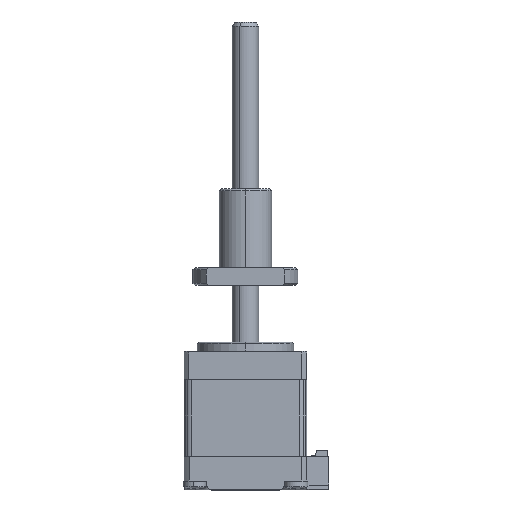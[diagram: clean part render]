
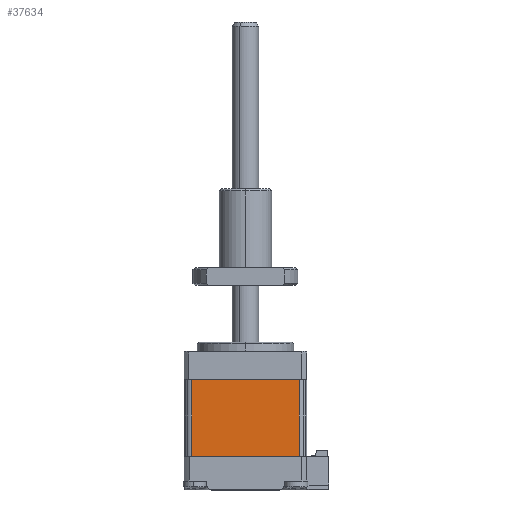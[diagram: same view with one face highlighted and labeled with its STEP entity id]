
A CAD part, top view. The second image highlights one B-rep face of the part: STEP entity #37634.
In plain terms, the highlighted planar face has unit normal (0, 0, 1).
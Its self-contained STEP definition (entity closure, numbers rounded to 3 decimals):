
#132 = CARTESIAN_POINT ( 'NONE',  ( -14.703, 7.776, 47.6 ) ) ;
#760 = VECTOR ( 'NONE', #41108, 1000. ) ;
#2868 = CARTESIAN_POINT ( 'NONE',  ( -14.703, -9.724, 47.6 ) ) ;
#3127 = EDGE_LOOP ( 'NONE', ( #47098, #33776, #41359, #31112 ) ) ;
#3728 = CARTESIAN_POINT ( 'NONE',  ( -14.703, -9.724, 47.6 ) ) ;
#5354 = FACE_OUTER_BOUND ( 'NONE', #3127, .T. ) ;
#5859 = VECTOR ( 'NONE', #7477, 1000. ) ;
#5986 = VERTEX_POINT ( 'NONE', #34669 ) ;
#7323 = VERTEX_POINT ( 'NONE', #33168 ) ;
#7477 = DIRECTION ( 'NONE',  ( 0., 1., 0. ) ) ;
#10240 = AXIS2_PLACEMENT_3D ( 'NONE', #3728, #23196, #30808 ) ;
#15127 = VECTOR ( 'NONE', #38706, 1000. ) ;
#17246 = CARTESIAN_POINT ( 'NONE',  ( 9.792, -9.724, 47.6 ) ) ;
#19323 = PLANE ( 'NONE',  #10240 ) ;
#19328 = CARTESIAN_POINT ( 'NONE',  ( -14.703, -9.724, 47.6 ) ) ;
#20777 = LINE ( 'NONE', #2868, #760 ) ;
#21371 = VERTEX_POINT ( 'NONE', #17246 ) ;
#23196 = DIRECTION ( 'NONE',  ( 0., 0., -1. ) ) ;
#25069 = EDGE_CURVE ( 'NONE', #30958, #5986, #43983, .T. ) ;
#27882 = EDGE_CURVE ( 'NONE', #7323, #5986, #39875, .T. ) ;
#27909 = CARTESIAN_POINT ( 'NONE',  ( -14.703, -9.724, 47.6 ) ) ;
#30808 = DIRECTION ( 'NONE',  ( 0., 1., 0. ) ) ;
#30958 = VERTEX_POINT ( 'NONE', #27909 ) ;
#31112 = ORIENTED_EDGE ( 'NONE', *, *, #46974, .T. ) ;
#33168 = CARTESIAN_POINT ( 'NONE',  ( 9.792, 7.776, 47.6 ) ) ;
#33776 = ORIENTED_EDGE ( 'NONE', *, *, #25069, .F. ) ;
#34669 = CARTESIAN_POINT ( 'NONE',  ( -14.703, 7.776, 47.6 ) ) ;
#37634 = ADVANCED_FACE ( 'NONE', ( #5354 ), #19323, .F. ) ;
#37883 = LINE ( 'NONE', #48307, #41532 ) ;
#38706 = DIRECTION ( 'NONE',  ( -1., 0., 0. ) ) ;
#39533 = EDGE_CURVE ( 'NONE', #21371, #30958, #20777, .T. ) ;
#39875 = LINE ( 'NONE', #132, #15127 ) ;
#41108 = DIRECTION ( 'NONE',  ( -1., 0., 0. ) ) ;
#41359 = ORIENTED_EDGE ( 'NONE', *, *, #39533, .F. ) ;
#41532 = VECTOR ( 'NONE', #47977, 1000. ) ;
#43983 = LINE ( 'NONE', #19328, #5859 ) ;
#46974 = EDGE_CURVE ( 'NONE', #21371, #7323, #37883, .T. ) ;
#47098 = ORIENTED_EDGE ( 'NONE', *, *, #27882, .T. ) ;
#47977 = DIRECTION ( 'NONE',  ( 0., 1., 0. ) ) ;
#48307 = CARTESIAN_POINT ( 'NONE',  ( 9.792, -9.724, 47.6 ) ) ;
